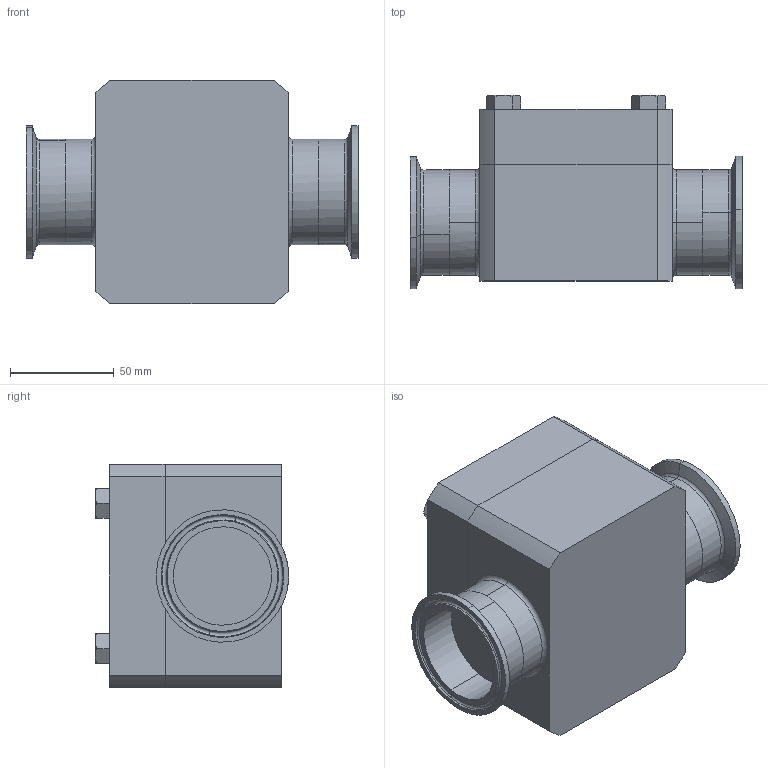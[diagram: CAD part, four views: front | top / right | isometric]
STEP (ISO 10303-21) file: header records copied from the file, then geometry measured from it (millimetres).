
FILE_DESCRIPTION (( 'STEP AP203' ), '1' );
FILE_NAME ('SHC-200-TC.STEP', '2017-06-07T19:43:27', ( '' ), ( '' ), 'SwSTEP 2.0', 'SolidWorks 2014', '' );
FILE_SCHEMA (( 'CONFIG_CONTROL_DESIGN' ));
Length unit declared in the file: inch
Products named in the file (2): SHC-200-TC
Bounding box: 160.2 x 93.34 x 107.95 mm (x, y, z)
Volume: 907278 mm3; surface area: 74191.9 mm2
Topology: 1 solids, 1 shells, 116 faces, 256 edges, 152 vertices
Faces by surface type: plane 44, cone 36, cylinder 24, torus 12
Entity records: 3489 total; most frequent: CARTESIAN_POINT 798, DIRECTION 548, ORIENTED_EDGE 512, EDGE_CURVE 256, AXIS2_PLACEMENT_3D 222, VERTEX_POINT 152, EDGE_LOOP 126, ADVANCED_FACE 116
